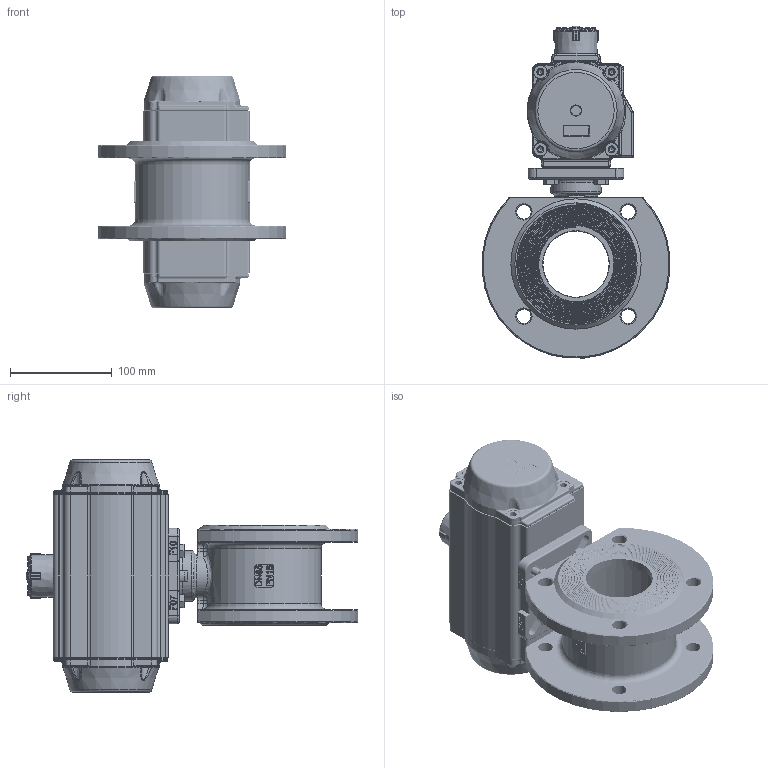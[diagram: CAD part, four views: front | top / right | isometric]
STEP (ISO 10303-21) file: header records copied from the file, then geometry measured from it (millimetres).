
FILE_DESCRIPTION(/* description */ ('Unknown'),/* implementation_level */ '2;1');
FILE_NAME(/* name */ 'PD05 0939-10',/* time_stamp */ '2025-03-19T09:52:26+01:00',/* author */ ('Unknown'),/* organization */ ('Unknown'),/* preprocessor_version */ 'ST-DEVELOPER v19.4',/* originating_system */ 'Solid Edge',/* authorisation */ 'Unknown');
FILE_SCHEMA (('AUTOMOTIVE_DESIGN {1 0 10303 214 3 1 1}'));
Products named in the file (18): PD05 0939-10; 939-10_(8M.460.065); Body; Nut Stopper; Stem; Cap; Small hex thin nuts-Fine pitch thread GB_GB_FASTENER_NUT_SSFNTT B M24
X1.5-N; PD05_PE04; VTE85____; Optische Anzeige; ______; ________(___________; cup head nib bolts with large head gb_GB_FASTENER_BOLT_CHNBW M6X25-N; huosai85; zhou85; vt85-2016-06-25  _______MIR; vt85-2016-06-25; DIN 933 M8x20 A2-70 BLK_EDST
Assembly tree (24 placements, depth 4):
  PD05 0939-10
    939-10_(8M.460.065)
      Body
      Nut Stopper
      Stem
      Cap
      Small hex thin nuts-Fine pitch thread GB_GB_FASTENER_NUT_SSFNTT B M24
X1.5-N
    PD05_PE04
      VTE85____
      Optische Anzeige
        ______
        ________(___________  x4
        cup head nib bolts with large head gb_GB_FASTENER_BOLT_CHNBW M6X25-N
      huosai85  x2
      zhou85
      vt85-2016-06-25  _______MIR
      vt85-2016-06-25
    DIN 933 M8x20 A2-70 BLK_EDST  x4
Bounding box: 184.36 x 325.95 x 228 mm (x, y, z)
Volume: 1954696 mm3; surface area: 518323.9 mm2
Topology: 22 solids, 22 shells, 3418 faces, 8527 edges, 5279 vertices
Faces by surface type: plane 1030, cylinder 805, bspline 790, torus 524, cone 256, sphere 13
Full cylindrical faces by diameter (mm): 3 x16, 3.3 x8, 4 x2, 4.134 x8, 4.66 x1, 4.917 x13, 5 x1, 6 x2, 6.2 x1, 6.647 x6, 8 x8, 11.445 x2, 12 x2, 13 x14, 14.2 x8, 16.2 x1, 16.5 x1, 18.3 x1, 18.7 x1, 20 x7, 22 x3, 22.1 x1, 22.376 x1, 23 x12, 26 x1, 27 x1, 28 x2, 29 x1, 31.5 x1, 32.2 x1
Entity records: 135463 total; most frequent: CARTESIAN_POINT 77148, ORIENTED_EDGE 12800, DIRECTION 10413, EDGE_CURVE 6400, VERTEX_POINT 4166, AXIS2_PLACEMENT_3D 4085, FACE_BOUND 3230, EDGE_LOOP 3218
